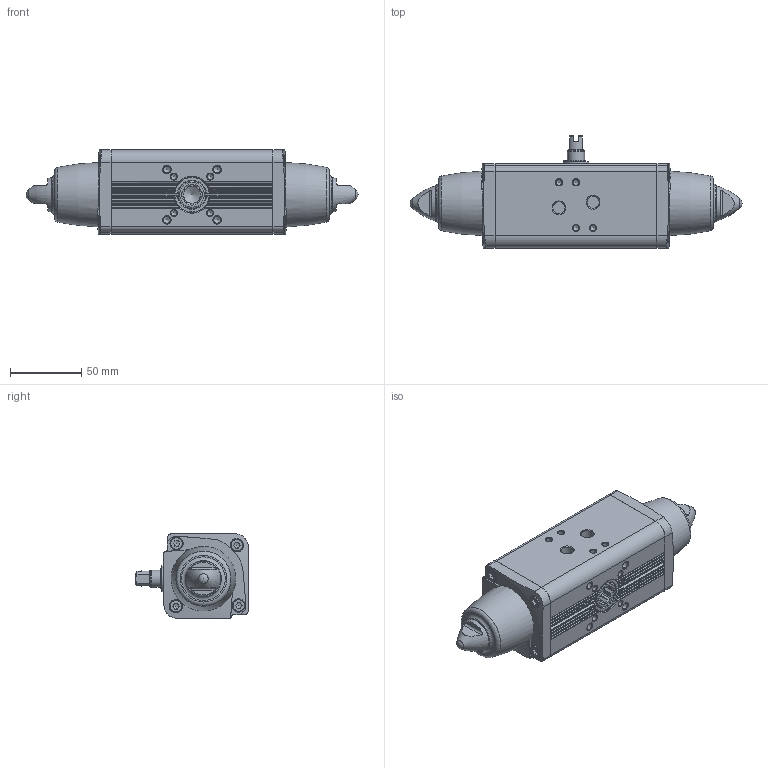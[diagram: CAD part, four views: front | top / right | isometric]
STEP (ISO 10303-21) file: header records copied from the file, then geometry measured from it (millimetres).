
FILE_DESCRIPTION(/* description */ ('Unknown'),/* implementation_level */ '2;1');
FILE_NAME(/* name */ 'SR01',/* time_stamp */ '2022-08-11T13:06:49+02:00',/* author */ ('Unknown'),/* organization */ ('Unknown'),/* preprocessor_version */ 'ST-DEVELOPER v16.7',/* originating_system */ 'Solid Edge',/* authorisation */ 'Unknown');
FILE_SCHEMA (('AUTOMOTIVE_DESIGN {1 0 10303 214 3 1 1}'));
Length unit declared in the file: millimetre
Products named in the file (2): SR 15; _SRN0015401S_new
Assembly tree (1 placements, depth 2):
  SR 15
    _SRN0015401S_new
Bounding box: 233.3 x 79.36 x 59.2 mm (x, y, z)
Volume: 536288 mm3; surface area: 61030.1 mm2
Topology: 1 solids, 1 shells, 504 faces, 1291 edges, 822 vertices
Faces by surface type: plane 236, cylinder 148, cone 65, torus 53, sphere 2
Full cylindrical faces by diameter (mm): 1.5 x2, 4.134 x12, 4.917 x5, 8.5 x8, 8.566 x2, 10 x2, 11.3 x1, 12 x2, 15.2 x1, 18 x1, 19 x1, 40 x1, 56 x1
Entity records: 18021 total; most frequent: CARTESIAN_POINT 3077, DIRECTION 2350, ORIENTED_EDGE 2204, EDGE_CURVE 1102, AXIS2_PLACEMENT_3D 923, VERTEX_POINT 792, FACE_BOUND 698, EDGE_LOOP 672
